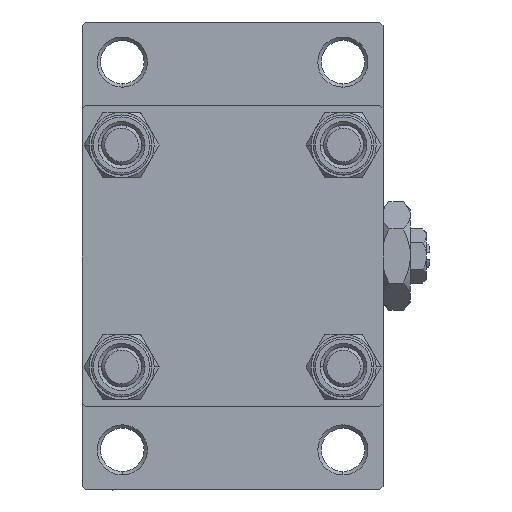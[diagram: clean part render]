
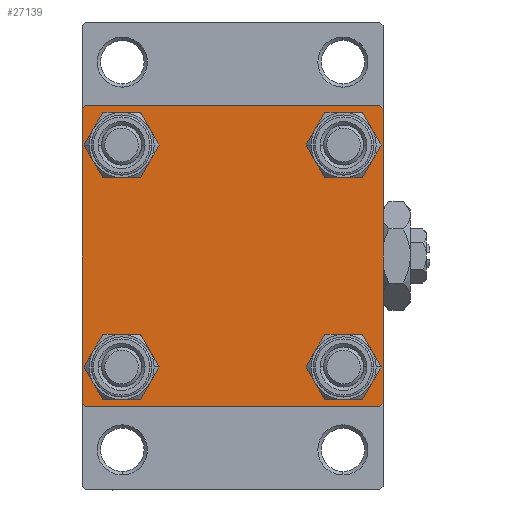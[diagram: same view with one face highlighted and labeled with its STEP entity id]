
A CAD part, left-side view. The second image highlights one B-rep face of the part: STEP entity #27139.
In plain terms, the highlighted planar face has unit normal (-1, 0, 0).
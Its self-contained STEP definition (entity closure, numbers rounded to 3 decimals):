
#170 = VERTEX_POINT ( 'NONE', #25130 ) ;
#312 = CARTESIAN_POINT ( 'NONE',  ( 0., -16.6, -16.6 ) ) ;
#470 = VERTEX_POINT ( 'NONE', #9699 ) ;
#1383 = CARTESIAN_POINT ( 'NONE',  ( 0., 22.5, 22. ) ) ;
#1707 = ORIENTED_EDGE ( 'NONE', *, *, #34458, .F. ) ;
#2129 = CARTESIAN_POINT ( 'NONE',  ( 0., -16.6, 13.1 ) ) ;
#2283 = VERTEX_POINT ( 'NONE', #9858 ) ;
#2446 = VERTEX_POINT ( 'NONE', #19803 ) ;
#2698 = CARTESIAN_POINT ( 'NONE',  ( 0., 22.5, -22. ) ) ;
#4075 = AXIS2_PLACEMENT_3D ( 'NONE', #14419, #33289, #48174 ) ;
#4077 = CARTESIAN_POINT ( 'NONE',  ( 0., 22., 22.5 ) ) ;
#5180 = VERTEX_POINT ( 'NONE', #4077 ) ;
#5549 = VECTOR ( 'NONE', #9494, 1000. ) ;
#6047 = ORIENTED_EDGE ( 'NONE', *, *, #12524, .T. ) ;
#6262 = LINE ( 'NONE', #32802, #5549 ) ;
#6663 = DIRECTION ( 'NONE',  ( 0., 0., -1. ) ) ;
#6789 = EDGE_CURVE ( 'NONE', #7726, #41382, #35971, .T. ) ;
#6840 = LINE ( 'NONE', #40603, #40018 ) ;
#7609 = AXIS2_PLACEMENT_3D ( 'NONE', #22159, #41278, #25882 ) ;
#7726 = VERTEX_POINT ( 'NONE', #9394 ) ;
#7967 = CARTESIAN_POINT ( 'NONE',  ( 0., -16.6, -13.1 ) ) ;
#8493 = VERTEX_POINT ( 'NONE', #10612 ) ;
#9029 = EDGE_CURVE ( 'NONE', #44820, #170, #47220, .T. ) ;
#9394 = CARTESIAN_POINT ( 'NONE',  ( 0., 22., -22.5 ) ) ;
#9494 = DIRECTION ( 'NONE',  ( 0., 0.707, -0.707 ) ) ;
#9699 = CARTESIAN_POINT ( 'NONE',  ( 0., 16.6, -13.1 ) ) ;
#9753 = DIRECTION ( 'NONE',  ( 0., -0.707, -0.707 ) ) ;
#9858 = CARTESIAN_POINT ( 'NONE',  ( 0., -22.5, -22. ) ) ;
#10612 = CARTESIAN_POINT ( 'NONE',  ( 0., -22.5, 22. ) ) ;
#10781 = DIRECTION ( 'NONE',  ( 0., 0.707, 0.707 ) ) ;
#10873 = DIRECTION ( 'NONE',  ( 0., -1., 0. ) ) ;
#11138 = CIRCLE ( 'NONE', #11945, 3.5 ) ;
#11788 = EDGE_CURVE ( 'NONE', #35896, #19925, #32244, .T. ) ;
#11945 = AXIS2_PLACEMENT_3D ( 'NONE', #14856, #21585, #48134 ) ;
#12312 = ORIENTED_EDGE ( 'NONE', *, *, #11788, .T. ) ;
#12402 = CARTESIAN_POINT ( 'NONE',  ( 0., 22.5, -22.5 ) ) ;
#12524 = EDGE_CURVE ( 'NONE', #170, #44820, #32160, .T. ) ;
#12977 = CARTESIAN_POINT ( 'NONE',  ( 0., -16.6, 20.1 ) ) ;
#13251 = AXIS2_PLACEMENT_3D ( 'NONE', #30264, #45633, #45390 ) ;
#13767 = CARTESIAN_POINT ( 'NONE',  ( 0., 16.6, 20.1 ) ) ;
#13964 = AXIS2_PLACEMENT_3D ( 'NONE', #312, #19166, #15434 ) ;
#14323 = VECTOR ( 'NONE', #10873, 1000. ) ;
#14419 = CARTESIAN_POINT ( 'NONE',  ( 0., 16.6, -16.6 ) ) ;
#14856 = CARTESIAN_POINT ( 'NONE',  ( 0., -16.6, -16.6 ) ) ;
#14881 = EDGE_LOOP ( 'NONE', ( #30687, #33492 ) ) ;
#15422 = LINE ( 'NONE', #30559, #17462 ) ;
#15434 = DIRECTION ( 'NONE',  ( 0., 0., 1. ) ) ;
#15785 = ORIENTED_EDGE ( 'NONE', *, *, #37041, .T. ) ;
#15792 = DIRECTION ( 'NONE',  ( 0., 0., 1. ) ) ;
#15916 = CARTESIAN_POINT ( 'NONE',  ( 0., -16.6, -20.1 ) ) ;
#16318 = ORIENTED_EDGE ( 'NONE', *, *, #48823, .T. ) ;
#16431 = EDGE_LOOP ( 'NONE', ( #33820, #37420, #39805, #49079, #1707, #15785, #22717, #16318 ) ) ;
#16584 = CARTESIAN_POINT ( 'NONE',  ( 0., 16.6, -20.1 ) ) ;
#16681 = DIRECTION ( 'NONE',  ( 0., 0., 1. ) ) ;
#16921 = ORIENTED_EDGE ( 'NONE', *, *, #28829, .T. ) ;
#17462 = VECTOR ( 'NONE', #45693, 1000. ) ;
#17565 = CARTESIAN_POINT ( 'NONE',  ( 0., -16.6, 16.6 ) ) ;
#18231 = EDGE_CURVE ( 'NONE', #470, #26700, #29956, .T. ) ;
#18819 = VECTOR ( 'NONE', #9753, 1000. ) ;
#19166 = DIRECTION ( 'NONE',  ( 1., 0., 0. ) ) ;
#19803 = CARTESIAN_POINT ( 'NONE',  ( 0., -22., 22.5 ) ) ;
#19925 = VERTEX_POINT ( 'NONE', #2129 ) ;
#20444 = CARTESIAN_POINT ( 'NONE',  ( 0., 22.25, -22.25 ) ) ;
#20801 = DIRECTION ( 'NONE',  ( 0., 0., 1. ) ) ;
#21272 = CIRCLE ( 'NONE', #33964, 3.5 ) ;
#21370 = VERTEX_POINT ( 'NONE', #2698 ) ;
#21585 = DIRECTION ( 'NONE',  ( 1., 0., 0. ) ) ;
#22125 = ORIENTED_EDGE ( 'NONE', *, *, #9029, .T. ) ;
#22159 = CARTESIAN_POINT ( 'NONE',  ( 0., 16.6, 16.6 ) ) ;
#22431 = FACE_BOUND ( 'NONE', #26627, .T. ) ;
#22648 = VECTOR ( 'NONE', #10781, 1000. ) ;
#22669 = DIRECTION ( 'NONE',  ( -1., 0., 0. ) ) ;
#22717 = ORIENTED_EDGE ( 'NONE', *, *, #28243, .F. ) ;
#23582 = EDGE_CURVE ( 'NONE', #41382, #2283, #15422, .T. ) ;
#23718 = CARTESIAN_POINT ( 'NONE',  ( 0., 16.6, -16.6 ) ) ;
#24408 = AXIS2_PLACEMENT_3D ( 'NONE', #23718, #38867, #15792 ) ;
#24769 = DIRECTION ( 'NONE',  ( 1., 0., 0. ) ) ;
#25029 = LINE ( 'NONE', #40422, #28754 ) ;
#25130 = CARTESIAN_POINT ( 'NONE',  ( 0., 16.6, 13.1 ) ) ;
#25463 = DIRECTION ( 'NONE',  ( 0., 0., -1. ) ) ;
#25882 = DIRECTION ( 'NONE',  ( 0., 0., 1. ) ) ;
#25898 = AXIS2_PLACEMENT_3D ( 'NONE', #17565, #24769, #20801 ) ;
#26627 = EDGE_LOOP ( 'NONE', ( #28167, #16921 ) ) ;
#26700 = VERTEX_POINT ( 'NONE', #16584 ) ;
#26927 = VERTEX_POINT ( 'NONE', #1383 ) ;
#27139 = ADVANCED_FACE ( 'NONE', ( #33610, #34357, #22431, #45262, #45501 ), #33856, .T. ) ;
#27332 = EDGE_CURVE ( 'NONE', #36106, #36263, #11138, .T. ) ;
#28167 = ORIENTED_EDGE ( 'NONE', *, *, #18231, .T. ) ;
#28243 = EDGE_CURVE ( 'NONE', #5180, #2446, #40908, .T. ) ;
#28754 = VECTOR ( 'NONE', #6663, 1000. ) ;
#28829 = EDGE_CURVE ( 'NONE', #26700, #470, #45255, .T. ) ;
#29191 = CARTESIAN_POINT ( 'NONE',  ( 0., -22., -22.5 ) ) ;
#29956 = CIRCLE ( 'NONE', #24408, 3.5 ) ;
#30264 = CARTESIAN_POINT ( 'NONE',  ( 0., 16.6, 16.6 ) ) ;
#30559 = CARTESIAN_POINT ( 'NONE',  ( 0., -22.25, -22.25 ) ) ;
#30687 = ORIENTED_EDGE ( 'NONE', *, *, #27332, .T. ) ;
#32160 = CIRCLE ( 'NONE', #13251, 3.5 ) ;
#32244 = CIRCLE ( 'NONE', #25898, 3.5 ) ;
#32802 = CARTESIAN_POINT ( 'NONE',  ( 0., 22.25, 22.25 ) ) ;
#33235 = EDGE_CURVE ( 'NONE', #26927, #21370, #25029, .T. ) ;
#33289 = DIRECTION ( 'NONE',  ( 1., 0., 0. ) ) ;
#33492 = ORIENTED_EDGE ( 'NONE', *, *, #37394, .T. ) ;
#33610 = FACE_BOUND ( 'NONE', #44254, .T. ) ;
#33820 = ORIENTED_EDGE ( 'NONE', *, *, #33235, .T. ) ;
#33856 = PLANE ( 'NONE',  #38078 ) ;
#33964 = AXIS2_PLACEMENT_3D ( 'NONE', #43956, #36744, #16681 ) ;
#34357 = FACE_BOUND ( 'NONE', #14881, .T. ) ;
#34458 = EDGE_CURVE ( 'NONE', #8493, #2283, #6840, .T. ) ;
#34480 = VECTOR ( 'NONE', #35234, 1000. ) ;
#35234 = DIRECTION ( 'NONE',  ( 0., -1., 0. ) ) ;
#35896 = VERTEX_POINT ( 'NONE', #12977 ) ;
#35971 = LINE ( 'NONE', #12402, #34480 ) ;
#36106 = VERTEX_POINT ( 'NONE', #7967 ) ;
#36263 = VERTEX_POINT ( 'NONE', #15916 ) ;
#36744 = DIRECTION ( 'NONE',  ( 1., 0., 0. ) ) ;
#36927 = CIRCLE ( 'NONE', #13964, 3.5 ) ;
#36961 = ORIENTED_EDGE ( 'NONE', *, *, #46128, .T. ) ;
#37041 = EDGE_CURVE ( 'NONE', #8493, #2446, #47782, .T. ) ;
#37394 = EDGE_CURVE ( 'NONE', #36263, #36106, #36927, .T. ) ;
#37420 = ORIENTED_EDGE ( 'NONE', *, *, #43678, .T. ) ;
#37570 = DIRECTION ( 'NONE',  ( 0., 0., 1. ) ) ;
#37823 = CARTESIAN_POINT ( 'NONE',  ( 0., 0., 0. ) ) ;
#38078 = AXIS2_PLACEMENT_3D ( 'NONE', #37823, #22669, #37570 ) ;
#38867 = DIRECTION ( 'NONE',  ( 1., 0., 0. ) ) ;
#39070 = LINE ( 'NONE', #20444, #18819 ) ;
#39805 = ORIENTED_EDGE ( 'NONE', *, *, #6789, .T. ) ;
#40018 = VECTOR ( 'NONE', #25463, 1000. ) ;
#40422 = CARTESIAN_POINT ( 'NONE',  ( 0., 22.5, 22.5 ) ) ;
#40603 = CARTESIAN_POINT ( 'NONE',  ( 0., -22.5, 22.5 ) ) ;
#40908 = LINE ( 'NONE', #44626, #14323 ) ;
#41278 = DIRECTION ( 'NONE',  ( 1., 0., 0. ) ) ;
#41382 = VERTEX_POINT ( 'NONE', #29191 ) ;
#41491 = EDGE_LOOP ( 'NONE', ( #22125, #6047 ) ) ;
#43678 = EDGE_CURVE ( 'NONE', #21370, #7726, #39070, .T. ) ;
#43956 = CARTESIAN_POINT ( 'NONE',  ( 0., -16.6, 16.6 ) ) ;
#44254 = EDGE_LOOP ( 'NONE', ( #12312, #36961 ) ) ;
#44626 = CARTESIAN_POINT ( 'NONE',  ( 0., 22.5, 22.5 ) ) ;
#44773 = CARTESIAN_POINT ( 'NONE',  ( 0., -22.25, 22.25 ) ) ;
#44820 = VERTEX_POINT ( 'NONE', #13767 ) ;
#45255 = CIRCLE ( 'NONE', #4075, 3.5 ) ;
#45262 = FACE_BOUND ( 'NONE', #41491, .T. ) ;
#45390 = DIRECTION ( 'NONE',  ( 0., 0., 1. ) ) ;
#45501 = FACE_OUTER_BOUND ( 'NONE', #16431, .T. ) ;
#45633 = DIRECTION ( 'NONE',  ( 1., 0., 0. ) ) ;
#45693 = DIRECTION ( 'NONE',  ( 0., -0.707, 0.707 ) ) ;
#46128 = EDGE_CURVE ( 'NONE', #19925, #35896, #21272, .T. ) ;
#47220 = CIRCLE ( 'NONE', #7609, 3.5 ) ;
#47782 = LINE ( 'NONE', #44773, #22648 ) ;
#48134 = DIRECTION ( 'NONE',  ( 0., 0., 1. ) ) ;
#48174 = DIRECTION ( 'NONE',  ( 0., 0., 1. ) ) ;
#48823 = EDGE_CURVE ( 'NONE', #5180, #26927, #6262, .T. ) ;
#49079 = ORIENTED_EDGE ( 'NONE', *, *, #23582, .T. ) ;
